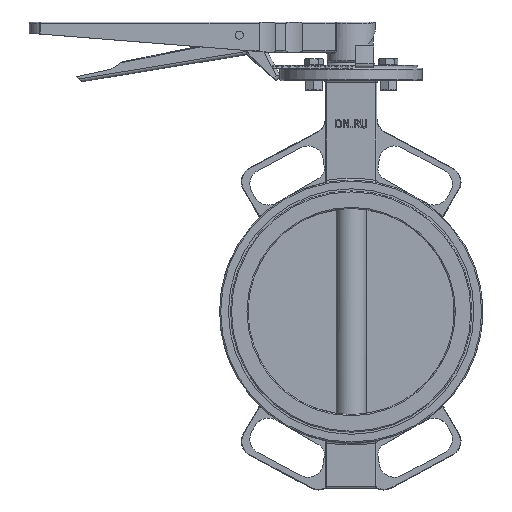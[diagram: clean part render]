
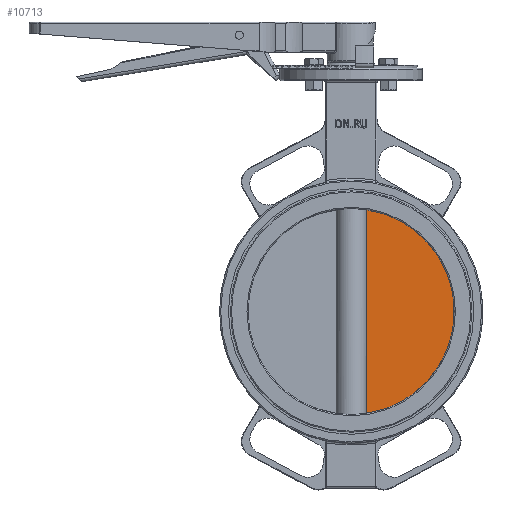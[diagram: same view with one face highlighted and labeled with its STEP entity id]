
A CAD part, top view. The second image highlights one B-rep face of the part: STEP entity #10713.
In plain terms, the highlighted planar face has unit normal (0, 0, 1).
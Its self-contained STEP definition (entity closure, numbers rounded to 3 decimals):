
#411=PLANE('',#11706);
#943=LINE('',#17699,#1773);
#1773=VECTOR('',#13607,10.);
#2680=FACE_OUTER_BOUND('',#3292,.T.);
#3292=EDGE_LOOP('',(#8097,#8098));
#3869=CIRCLE('',#11631,100.);
#4708=VERTEX_POINT('',#17517);
#4709=VERTEX_POINT('',#17540);
#5893=EDGE_CURVE('',#4708,#4709,#3869,.T.);
#5960=EDGE_CURVE('',#4708,#4709,#943,.T.);
#8097=ORIENTED_EDGE('',*,*,#5960,.T.);
#8098=ORIENTED_EDGE('',*,*,#5893,.F.);
#10713=ADVANCED_FACE('',(#2680),#411,.T.);
#11631=AXIS2_PLACEMENT_3D('',#17541,#13426,#13427);
#11706=AXIS2_PLACEMENT_3D('',#17706,#13617,#13618);
#13426=DIRECTION('center_axis',(0.,0.,-1.));
#13427=DIRECTION('ref_axis',(1.,0.,0.));
#13607=DIRECTION('',(0.,-1.,0.));
#13617=DIRECTION('center_axis',(0.,0.,1.));
#13618=DIRECTION('ref_axis',(1.,0.,0.));
#17517=CARTESIAN_POINT('',(14.586,98.931,3.5));
#17540=CARTESIAN_POINT('',(14.586,-98.931,3.5));
#17541=CARTESIAN_POINT('Origin',(0.,0.,3.5));
#17699=CARTESIAN_POINT('',(14.586,236.,3.5));
#17706=CARTESIAN_POINT('Origin',(0.,0.,3.5));
